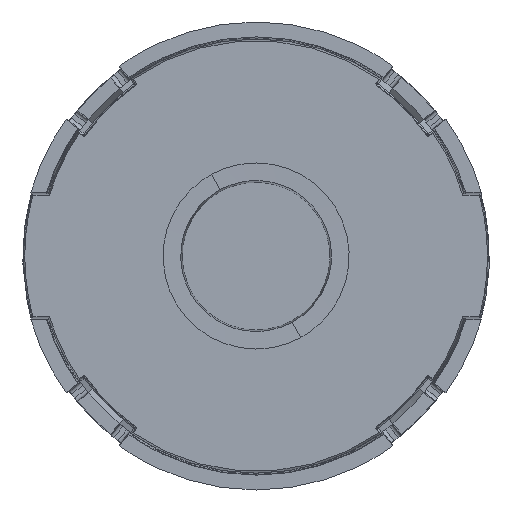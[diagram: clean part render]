
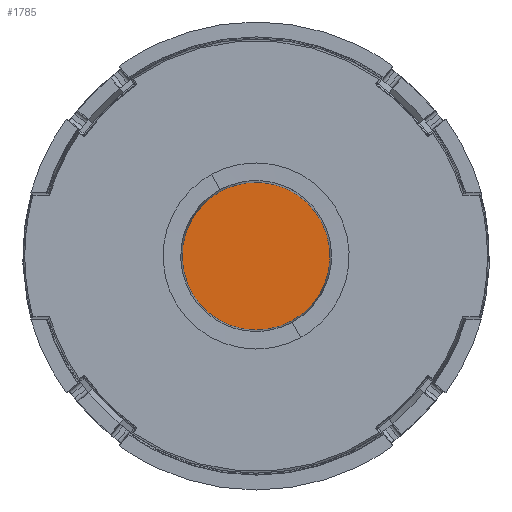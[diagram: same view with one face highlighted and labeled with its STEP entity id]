
A CAD part, top view. The second image highlights one B-rep face of the part: STEP entity #1785.
In plain terms, the highlighted planar face has unit normal (0, 0, 1).
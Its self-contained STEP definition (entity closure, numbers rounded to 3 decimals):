
#988=B_SPLINE_CURVE_WITH_KNOTS('',5,(#21911,#21912,#21913,#21914,#21915,
#21916,#21917,#21918,#21919,#21920,#21921,#21922,#21923,#21924,#21925,#21926,
#21927,#21928,#21929,#21930,#21931),.UNSPECIFIED.,.F.,.F.,(6,3,3,3,3,3,
6),(0.,0.171,0.342,0.513,0.684,
0.855,1.),.UNSPECIFIED.);
#989=B_SPLINE_CURVE_WITH_KNOTS('',5,(#21934,#21935,#21936,#21937,#21938,
#21939,#21940,#21941,#21942,#21943,#21944,#21945,#21946,#21947,#21948,#21949,
#21950,#21951,#21952,#21953,#21954),.UNSPECIFIED.,.F.,.F.,(6,3,3,3,3,3,
6),(0.,0.173,0.344,0.514,0.685,
0.856,1.),.UNSPECIFIED.);
#1353=PLANE('',#10564);
#1785=ADVANCED_FACE('LENS',(#2491),#1353,.T.);
#2491=FACE_OUTER_BOUND('',#3063,.T.);
#3063=EDGE_LOOP('',(#5933,#5934));
#5933=ORIENTED_EDGE('',*,*,#8940,.F.);
#5934=ORIENTED_EDGE('',*,*,#8941,.T.);
#7550=VERTEX_POINT('',#21932);
#7551=VERTEX_POINT('',#21933);
#8940=EDGE_CURVE('',#7550,#7551,#988,.T.);
#8941=EDGE_CURVE('',#7550,#7551,#989,.T.);
#10564=AXIS2_PLACEMENT_3D('',#21955,#12370,#12371);
#12370=DIRECTION('',(0.,0.,1.));
#12371=DIRECTION('',(-1.,0.,0.));
#21911=CARTESIAN_POINT('',(2.862,-5.24,16.527));
#21912=CARTESIAN_POINT('',(2.298,-5.547,16.527));
#21913=CARTESIAN_POINT('',(1.693,-5.78,16.527));
#21914=CARTESIAN_POINT('',(1.06,-5.929,16.527));
#21915=CARTESIAN_POINT('',(-0.23,-6.053,16.527));
#21916=CARTESIAN_POINT('',(-1.506,-5.831,16.527));
#21917=CARTESIAN_POINT('',(-2.126,-5.635,16.527));
#21918=CARTESIAN_POINT('',(-3.296,-5.082,16.527));
#21919=CARTESIAN_POINT('',(-4.278,-4.241,16.527));
#21920=CARTESIAN_POINT('',(-4.709,-3.756,16.527));
#21921=CARTESIAN_POINT('',(-5.43,-2.683,16.527));
#21922=CARTESIAN_POINT('',(-5.843,-1.456,16.527));
#21923=CARTESIAN_POINT('',(-5.965,-0.818,16.527));
#21924=CARTESIAN_POINT('',(-6.037,0.474,16.527));
#21925=CARTESIAN_POINT('',(-5.767,1.74,16.527));
#21926=CARTESIAN_POINT('',(-5.547,2.35,16.527));
#21927=CARTESIAN_POINT('',(-4.992,3.41,16.527));
#21928=CARTESIAN_POINT('',(-4.197,4.299,16.527));
#21929=CARTESIAN_POINT('',(-3.787,4.664,16.527));
#21930=CARTESIAN_POINT('',(-3.339,4.979,16.527));
#21931=CARTESIAN_POINT('',(-2.862,5.24,16.527));
#21932=CARTESIAN_POINT('',(2.863,-5.241,16.527));
#21933=CARTESIAN_POINT('',(-2.862,5.24,16.527));
#21934=CARTESIAN_POINT('',(2.863,-5.241,16.527));
#21935=CARTESIAN_POINT('',(3.43,-4.928,16.527));
#21936=CARTESIAN_POINT('',(3.957,-4.54,16.527));
#21937=CARTESIAN_POINT('',(4.427,-4.084,16.527));
#21938=CARTESIAN_POINT('',(5.228,-3.06,16.527));
#21939=CARTESIAN_POINT('',(5.729,-1.86,16.527));
#21940=CARTESIAN_POINT('',(5.896,-1.232,16.527));
#21941=CARTESIAN_POINT('',(6.057,0.051,16.527));
#21942=CARTESIAN_POINT('',(5.875,1.332,16.527));
#21943=CARTESIAN_POINT('',(5.697,1.955,16.527));
#21944=CARTESIAN_POINT('',(5.179,3.14,16.527));
#21945=CARTESIAN_POINT('',(4.366,4.147,16.527));
#21946=CARTESIAN_POINT('',(3.894,4.593,16.527));
#21947=CARTESIAN_POINT('',(2.842,5.348,16.527));
#21948=CARTESIAN_POINT('',(1.629,5.799,16.527));
#21949=CARTESIAN_POINT('',(0.996,5.941,16.527));
#21950=CARTESIAN_POINT('',(-0.191,6.042,16.527));
#21951=CARTESIAN_POINT('',(-1.364,5.851,16.527));
#21952=CARTESIAN_POINT('',(-1.887,5.703,16.527));
#21953=CARTESIAN_POINT('',(-2.39,5.497,16.527));
#21954=CARTESIAN_POINT('',(-2.862,5.24,16.527));
#21955=CARTESIAN_POINT('',(0.,6.517,16.527));
